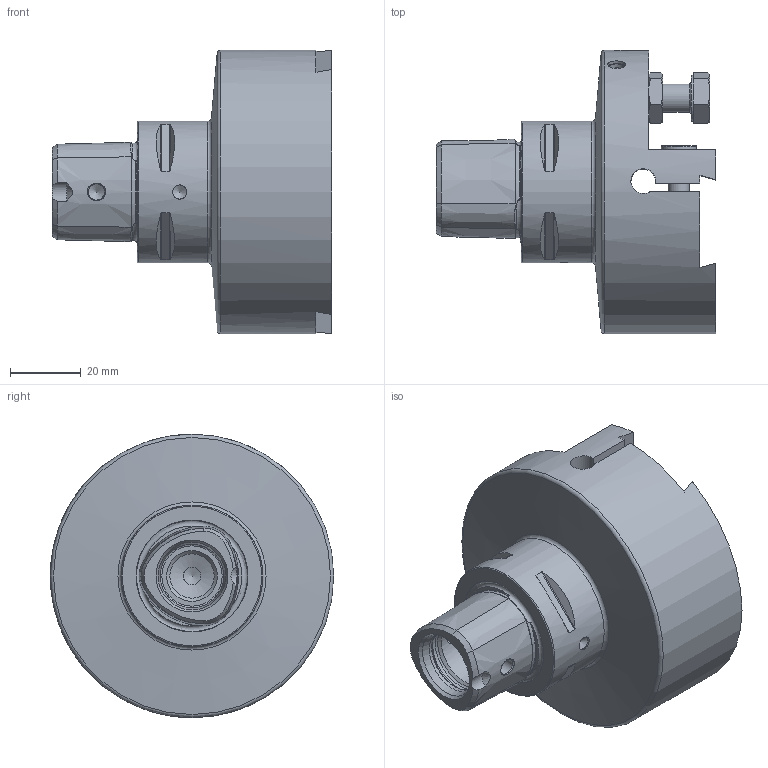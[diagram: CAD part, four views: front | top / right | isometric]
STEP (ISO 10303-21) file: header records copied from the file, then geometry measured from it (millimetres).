
FILE_DESCRIPTION (( 'STEP AP214' ), '1' );
FILE_NAME ('PS4.AM2.K11.055.STEP', '2020-11-20T14:55:53', ( '' ), ( '' ), 'SwSTEP 2.0', 'SolidWorks 2017', '' );
FILE_SCHEMA (( 'AUTOMOTIVE_DESIGN' ));
Length unit declared in the file: millimetre
Products named in the file (7): ISO 4035 - M8_PreviewCfg; PS4-AM2.K11.055_A; ISO 4026 - M8 x 10_PreviewCfg; PS4.AM2.K11.055; AM3-ER1.001.020_PreviewCfg; KVT_MB_600_050; ISO 4762 - M6 x 16_PreviewCfg
Assembly tree (9 placements, depth 2):
  PS4.AM2.K11.055
    PS4-AM2.K11.055_A
    ISO 4762 - M6 x 16_PreviewCfg  x3
    AM3-ER1.001.020_PreviewCfg
    ISO 4035 - M8_PreviewCfg
    ISO 4026 - M8 x 10_PreviewCfg
    KVT_MB_600_050  x2
Bounding box: 79 x 80 x 80 mm (x, y, z)
Volume: 155804.3 mm3; surface area: 35755.8 mm2
Topology: 11 solids, 11 shells, 309 faces, 719 edges, 437 vertices
Faces by surface type: plane 124, cone 102, cylinder 55, torus 26, sphere 2
Full cylindrical faces by diameter (mm): 3 x1, 4 x4, 4.2 x2, 4.5 x3, 4.6 x2, 5 x7, 6 x3, 6.4 x5, 7 x1, 8 x2, 10 x3, 11 x3, 12.5 x1, 13 x1, 18 x2, 20 x1, 40 x1, 80 x1
Entity records: 8235 total; most frequent: CARTESIAN_POINT 2628, DIRECTION 1072, ORIENTED_EDGE 972, EDGE_CURVE 486, AXIS2_PLACEMENT_3D 455, EDGE_LOOP 361, VERTEX_POINT 341, FACE_OUTER_BOUND 295
